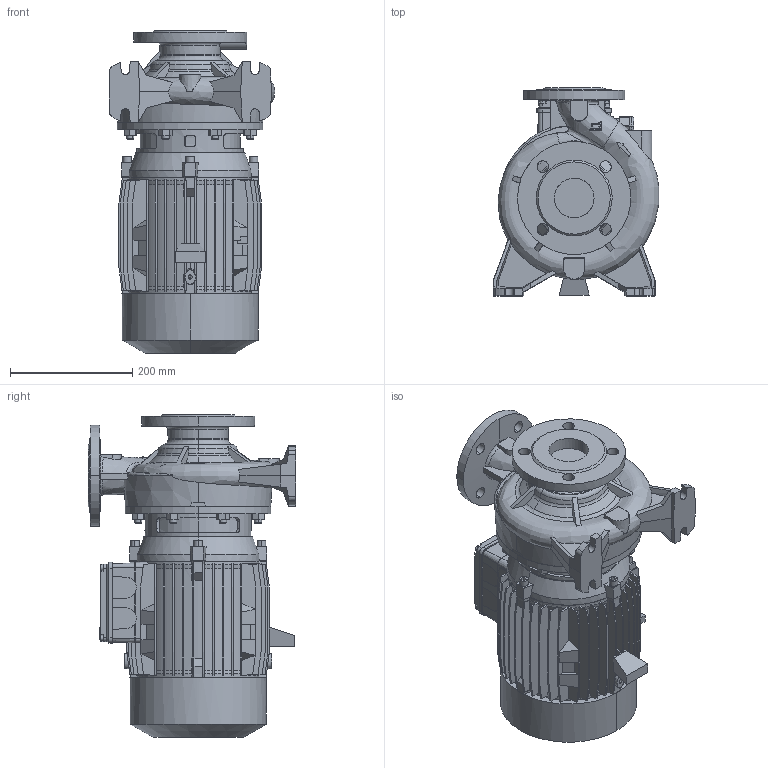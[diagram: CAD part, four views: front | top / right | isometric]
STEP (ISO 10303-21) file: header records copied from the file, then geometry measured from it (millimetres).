
FILE_DESCRIPTION (( 'STEP AP214' ), '1' );
FILE_NAME ('4.93.492.30swa01.step', '2020-07-21T05:31:55', ( '' ), ( '' ), 'SwSTEP 2.0', 'SolidWorks 2019', '' );
FILE_SCHEMA (( 'AUTOMOTIVE_DESIGN' ));
Length unit declared in the file: millimetre
Products named in the file (7): 1_66_275_REV00_SEMPLIFICATO; 3_66_201_H41_SEMPLIFICATO; 10007671swn00_M25x1,5; 10008150swp00_3.66.523_semplificato; 10007670swn00_M25x1.5; 4.93.492.30swa01; 10007434swp00_112 ORIZ
Assembly tree (6 placements, depth 2):
  4.93.492.30swa01
    3_66_201_H41_SEMPLIFICATO
    10007434swp00_112 ORIZ
    1_66_275_REV00_SEMPLIFICATO
    10008150swp00_3.66.523_semplificato
    10007670swn00_M25x1.5
    10007671swn00_M25x1,5
Bounding box: 270.94 x 340 x 528 mm (x, y, z)
Volume: 18790076.6 mm3; surface area: 1058611.9 mm2
Topology: 6 solids, 6 shells, 1642 faces, 4408 edges, 2893 vertices
Faces by surface type: plane 1061, cylinder 247, cone 175, bspline 134, torus 25
Entity records: 89861 total; most frequent: CARTESIAN_POINT 50341, ORIENTED_EDGE 8784, DIRECTION 6967, EDGE_CURVE 4392, VERTEX_POINT 2893, VECTOR 2783, LINE 2783, AXIS2_PLACEMENT_3D 2092
